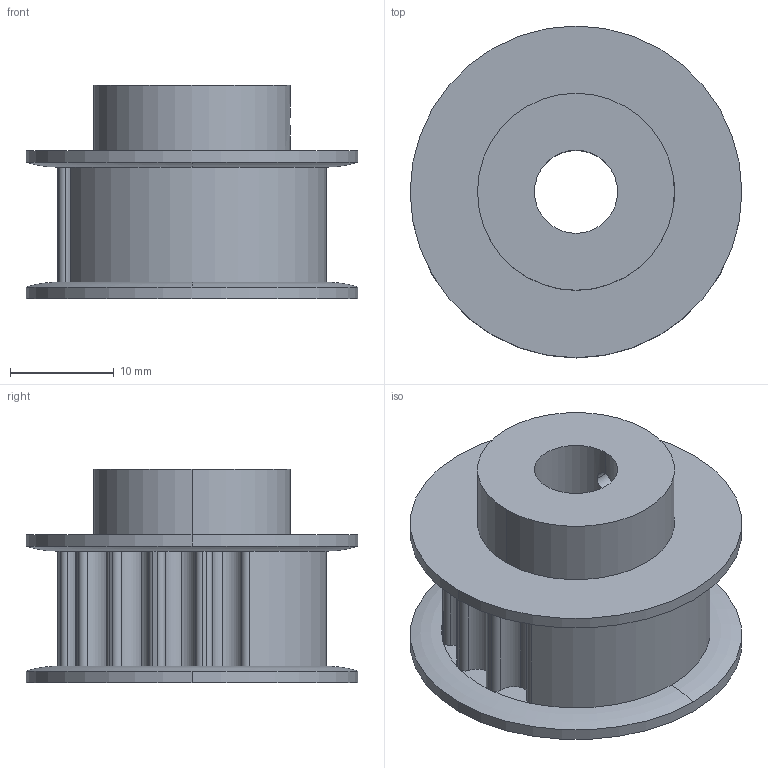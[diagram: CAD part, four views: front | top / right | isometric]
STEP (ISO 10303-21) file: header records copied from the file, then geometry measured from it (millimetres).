
FILE_DESCRIPTION((''),'2;1');
FILE_NAME('11151','2014-11-20T',('carefree'),(''),'PRO/ENGINEER BY PARAMETRIC TECHNOLOGY CORPORATION, 2005030','PRO/ENGINEER BY PARAMETRIC TECHNOLOGY CORPORATION, 2005030','');
FILE_SCHEMA(('CONFIG_CONTROL_DESIGN'));
Length unit declared in the file: millimetre
Products named in the file (1): 11151
Bounding box: 32 x 32 x 20.6 mm (x, y, z)
Volume: 8799.4 mm3; surface area: 4276.4 mm2
Topology: 1 solids, 1 shells, 52 faces, 133 edges, 82 vertices
Faces by surface type: cylinder 35, plane 13, torus 4
Entity records: 1699 total; most frequent: CARTESIAN_POINT 331, DIRECTION 317, ORIENTED_EDGE 266, AXIS2_PLACEMENT_3D 140, EDGE_CURVE 133, CIRCLE 88, VERTEX_POINT 82, EDGE_LOOP 55
